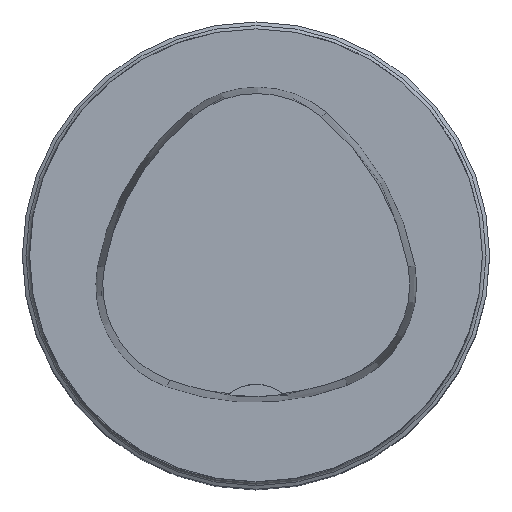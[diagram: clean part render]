
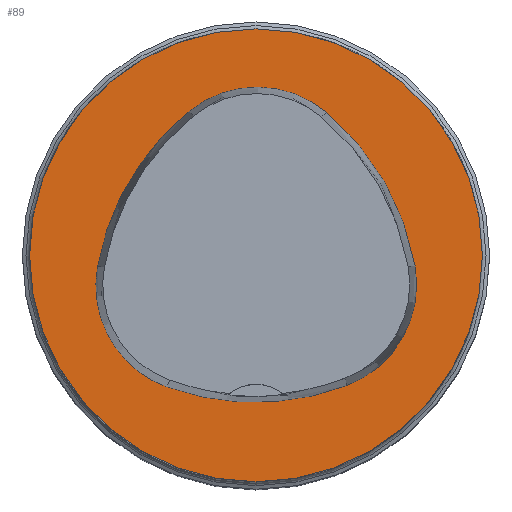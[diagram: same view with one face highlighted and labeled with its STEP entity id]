
A CAD part, top view. The second image highlights one B-rep face of the part: STEP entity #89.
In plain terms, the highlighted planar face has unit normal (0, 0, 1).
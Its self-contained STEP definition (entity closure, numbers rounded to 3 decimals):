
#34=PLANE('',#494);
#89=ADVANCED_FACE('',(#170,#171),#34,.T.);
#170=FACE_BOUND('',#193,.T.);
#171=FACE_BOUND('',#194,.T.);
#193=EDGE_LOOP('',(#272,#273,#274,#275,#276,#277));
#194=EDGE_LOOP('',(#278));
#272=ORIENTED_EDGE('',*,*,#402,.T.);
#273=ORIENTED_EDGE('',*,*,#382,.T.);
#274=ORIENTED_EDGE('',*,*,#386,.T.);
#275=ORIENTED_EDGE('',*,*,#389,.T.);
#276=ORIENTED_EDGE('',*,*,#392,.T.);
#277=ORIENTED_EDGE('',*,*,#400,.T.);
#278=ORIENTED_EDGE('',*,*,#373,.F.);
#335=VERTEX_POINT('',#688);
#344=VERTEX_POINT('',#707);
#345=VERTEX_POINT('',#708);
#348=VERTEX_POINT('',#716);
#350=VERTEX_POINT('',#722);
#352=VERTEX_POINT('',#728);
#359=VERTEX_POINT('',#749);
#373=EDGE_CURVE('',#335,#335,#419,.T.);
#382=EDGE_CURVE('',#344,#345,#420,.T.);
#386=EDGE_CURVE('',#345,#348,#422,.T.);
#389=EDGE_CURVE('',#348,#350,#424,.T.);
#392=EDGE_CURVE('',#350,#352,#426,.T.);
#400=EDGE_CURVE('',#352,#359,#430,.T.);
#402=EDGE_CURVE('',#359,#344,#432,.T.);
#419=CIRCLE('',#466,31.5);
#420=CIRCLE('',#472,36.);
#422=CIRCLE('',#475,15.);
#424=CIRCLE('',#478,36.);
#426=CIRCLE('',#481,15.);
#430=CIRCLE('',#486,36.);
#432=CIRCLE('',#489,15.);
#466=AXIS2_PLACEMENT_3D('',#687,#541,#542);
#472=AXIS2_PLACEMENT_3D('',#706,#557,#558);
#475=AXIS2_PLACEMENT_3D('',#715,#565,#566);
#478=AXIS2_PLACEMENT_3D('',#721,#572,#573);
#481=AXIS2_PLACEMENT_3D('',#727,#579,#580);
#486=AXIS2_PLACEMENT_3D('',#750,#591,#592);
#489=AXIS2_PLACEMENT_3D('',#753,#597,#598);
#494=AXIS2_PLACEMENT_3D('',#758,#607,#608);
#541=DIRECTION('',(0.,0.,-1.));
#542=DIRECTION('',(-1.,0.,0.));
#557=DIRECTION('',(0.,0.,-1.));
#558=DIRECTION('',(-1.,0.,0.));
#565=DIRECTION('',(0.,0.,-1.));
#566=DIRECTION('',(-1.,0.,0.));
#572=DIRECTION('',(0.,0.,-1.));
#573=DIRECTION('',(-1.,0.,0.));
#579=DIRECTION('',(0.,0.,-1.));
#580=DIRECTION('',(-1.,0.,0.));
#591=DIRECTION('',(0.,0.,-1.));
#592=DIRECTION('',(-1.,0.,0.));
#597=DIRECTION('',(0.,0.,-1.));
#598=DIRECTION('',(-1.,0.,0.));
#607=DIRECTION('',(0.,0.,1.));
#608=DIRECTION('',(1.,0.,0.));
#687=CARTESIAN_POINT('',(0.,0.,0.));
#688=CARTESIAN_POINT('',(-31.5,0.,0.));
#706=CARTESIAN_POINT('',(13.398,-7.893,0.));
#707=CARTESIAN_POINT('',(-22.041,-1.562,0.));
#708=CARTESIAN_POINT('',(-9.317,20.036,0.));
#715=CARTESIAN_POINT('',(0.148,8.399,0.));
#716=CARTESIAN_POINT('',(9.779,19.898,0.));
#721=CARTESIAN_POINT('',(-13.337,-7.7,0.));
#722=CARTESIAN_POINT('',(22.122,-1.48,0.));
#727=CARTESIAN_POINT('',(7.347,-4.071,0.));
#728=CARTESIAN_POINT('',(12.693,-18.087,0.));
#749=CARTESIAN_POINT('',(-12.373,-18.307,0.));
#750=CARTESIAN_POINT('',(-0.137,15.55,0.));
#753=CARTESIAN_POINT('',(-7.275,-4.2,0.));
#758=CARTESIAN_POINT('',(0.,0.,0.));
